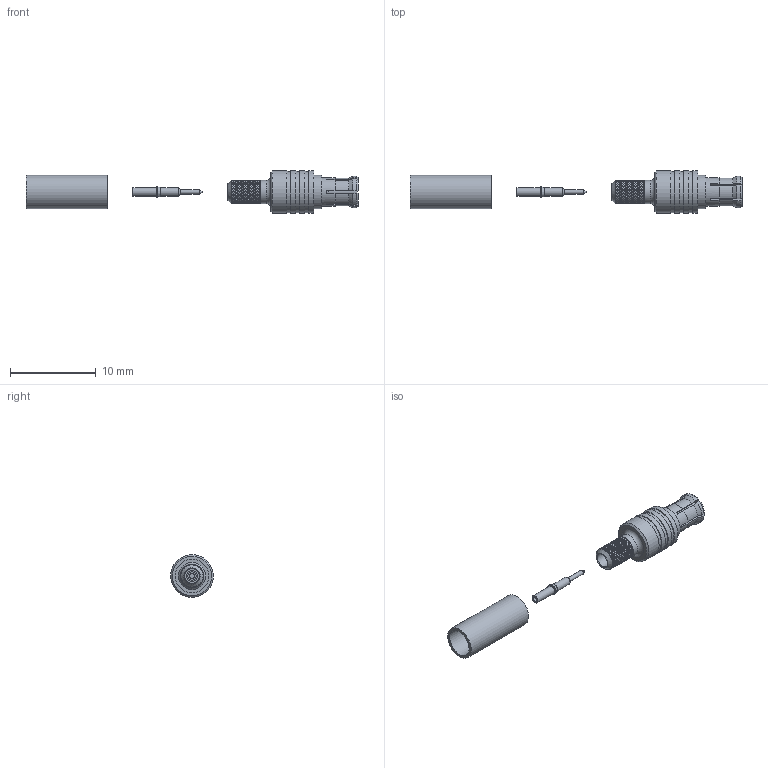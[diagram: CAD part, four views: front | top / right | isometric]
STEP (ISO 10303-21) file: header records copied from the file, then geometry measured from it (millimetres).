
FILE_DESCRIPTION( ( 'Unknown' ), '1' );
FILE_NAME( '60646031210320.stp', 'Unknown', ( 'Unknown' ), ( 'Unknown' ), 'PSStep 21.0.46', 'Unknown', ' ' );
FILE_SCHEMA( ( 'AUTOMOTIVE_DESIGN { 1 0 10303 214 1 1 1 1 }' ) );
Length unit declared in the file: millimetre
Products named in the file (6): 60646031210320_Housing
Bounding box: 38.8 x 5 x 5 mm (x, y, z)
Volume: 350.5 mm3; surface area: 1337.1 mm2
Topology: 6 solids, 6 shells, 6648 faces, 13586 edges, 6990 vertices
Faces by surface type: bspline 5000, cylinder 1334, plane 250, cone 60, torus 4
Full cylindrical faces by diameter (mm): 0.2 x2, 0.5 x2, 0.6 x2, 0.85 x2, 0.95 x4, 1 x2, 1.27 x2, 1.7 x2, 1.8 x2, 2.04 x2, 2.15 x2, 2.45 x2, 2.7 x4, 2.75 x2, 2.8 x2, 3.2 x2, 3.35 x2, 3.6 x2, 3.75 x2, 3.9 x4, 4.8 x6, 5 x8
Entity records: 410462 total; most frequent: CARTESIAN_POINT 277440, ORIENTED_EDGE 26968, EDGE_CURVE 13484, VERTEX_POINT 6964, EDGE_LOOP 6776, FACE_OUTER_BOUND 6712, STYLED_ITEM 6648, PRESENTATION_STYLE_ASSIGNMENT 6648
